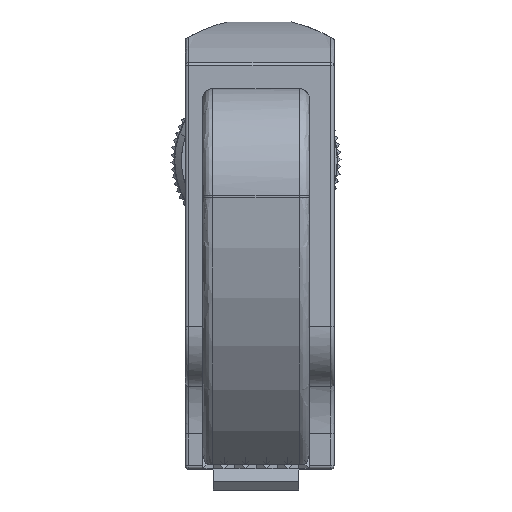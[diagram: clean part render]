
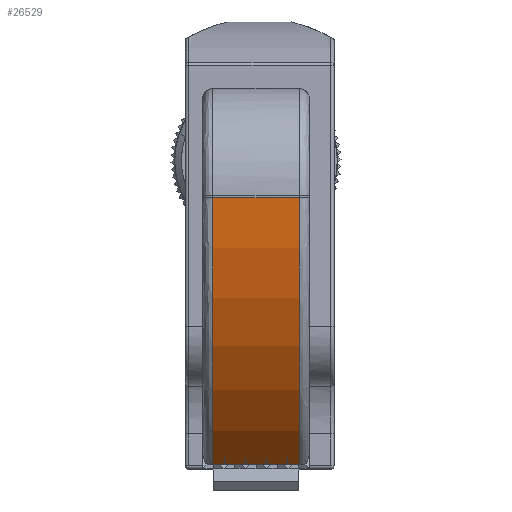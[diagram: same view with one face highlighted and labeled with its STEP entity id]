
A CAD part, top view. The second image highlights one B-rep face of the part: STEP entity #26529.
In plain terms, the highlighted free-form (B-spline) face has degree [2, 1] with [3, 2] control points.
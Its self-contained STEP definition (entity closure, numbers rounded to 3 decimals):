
#26529 = ADVANCED_FACE('',(#26530),#26590,.T.);
#26530 = FACE_BOUND('',#26531,.T.);
#26531 = EDGE_LOOP('',(#26532,#26542,#26549,#26556,#26563,#26570,#26577,
    #26585));
#26532 = ORIENTED_EDGE('',*,*,#26533,.F.);
#26533 = EDGE_CURVE('',#26534,#26536,#26538,.T.);
#26534 = VERTEX_POINT('',#26535);
#26535 = CARTESIAN_POINT('',(4.998,14.299,
    46.413));
#26536 = VERTEX_POINT('',#26537);
#26537 = CARTESIAN_POINT('',(4.998,45.141,
    61.572));
#26538 = ( BOUNDED_CURVE() B_SPLINE_CURVE(2,(#26539,#26540,#26541),
.UNSPECIFIED.,.F.,.F.) B_SPLINE_CURVE_WITH_KNOTS((3,3),(0.,0.866
),.PIECEWISE_BEZIER_KNOTS.) CURVE() GEOMETRIC_REPRESENTATION_ITEM() 
RATIONAL_B_SPLINE_CURVE((1.,0.908,1.)) REPRESENTATION_ITEM('') 
  );
#26539 = CARTESIAN_POINT('',(4.998,14.299,
    46.413));
#26540 = CARTESIAN_POINT('',(4.998,26.218,
    61.117));
#26541 = CARTESIAN_POINT('',(4.998,45.141,
    61.572));
#26542 = ORIENTED_EDGE('',*,*,#26543,.F.);
#26543 = EDGE_CURVE('',#26544,#26534,#26546,.T.);
#26544 = VERTEX_POINT('',#26545);
#26545 = CARTESIAN_POINT('',(3.687,14.299,
    46.413));
#26546 = B_SPLINE_CURVE_WITH_KNOTS('',1,(#26547,#26548),.UNSPECIFIED.,
  .F.,.F.,(2,2),(0.,1.6),.PIECEWISE_BEZIER_KNOTS.);
#26547 = CARTESIAN_POINT('',(3.687,14.299,
    46.413));
#26548 = CARTESIAN_POINT('',(4.998,14.299,
    46.413));
#26549 = ORIENTED_EDGE('',*,*,#26550,.F.);
#26550 = EDGE_CURVE('',#26551,#26544,#26553,.T.);
#26551 = VERTEX_POINT('',#26552);
#26552 = CARTESIAN_POINT('',(1.229,14.299,
    46.413));
#26553 = B_SPLINE_CURVE_WITH_KNOTS('',1,(#26554,#26555),.UNSPECIFIED.,
  .F.,.F.,(2,2),(0.,3.),.PIECEWISE_BEZIER_KNOTS.);
#26554 = CARTESIAN_POINT('',(1.229,14.299,
    46.413));
#26555 = CARTESIAN_POINT('',(3.687,14.299,
    46.413));
#26556 = ORIENTED_EDGE('',*,*,#26557,.F.);
#26557 = EDGE_CURVE('',#26558,#26551,#26560,.T.);
#26558 = VERTEX_POINT('',#26559);
#26559 = CARTESIAN_POINT('',(-1.229,14.299,
    46.413));
#26560 = B_SPLINE_CURVE_WITH_KNOTS('',1,(#26561,#26562),.UNSPECIFIED.,
  .F.,.F.,(2,2),(0.,3.),.PIECEWISE_BEZIER_KNOTS.);
#26561 = CARTESIAN_POINT('',(-1.229,14.299,
    46.413));
#26562 = CARTESIAN_POINT('',(1.229,14.299,
    46.413));
#26563 = ORIENTED_EDGE('',*,*,#26564,.F.);
#26564 = EDGE_CURVE('',#26565,#26558,#26567,.T.);
#26565 = VERTEX_POINT('',#26566);
#26566 = CARTESIAN_POINT('',(-3.687,14.299,
    46.413));
#26567 = B_SPLINE_CURVE_WITH_KNOTS('',1,(#26568,#26569),.UNSPECIFIED.,
  .F.,.F.,(2,2),(0.,3.),.PIECEWISE_BEZIER_KNOTS.);
#26568 = CARTESIAN_POINT('',(-3.687,14.299,
    46.413));
#26569 = CARTESIAN_POINT('',(-1.229,14.299,
    46.413));
#26570 = ORIENTED_EDGE('',*,*,#26571,.F.);
#26571 = EDGE_CURVE('',#26572,#26565,#26574,.T.);
#26572 = VERTEX_POINT('',#26573);
#26573 = CARTESIAN_POINT('',(-4.998,14.299,
    46.413));
#26574 = B_SPLINE_CURVE_WITH_KNOTS('',1,(#26575,#26576),.UNSPECIFIED.,
  .F.,.F.,(2,2),(0.,1.6),.PIECEWISE_BEZIER_KNOTS.);
#26575 = CARTESIAN_POINT('',(-4.998,14.299,
    46.413));
#26576 = CARTESIAN_POINT('',(-3.687,14.299,
    46.413));
#26577 = ORIENTED_EDGE('',*,*,#26578,.F.);
#26578 = EDGE_CURVE('',#26579,#26572,#26581,.T.);
#26579 = VERTEX_POINT('',#26580);
#26580 = CARTESIAN_POINT('',(-4.998,45.141,
    61.572));
#26581 = ( BOUNDED_CURVE() B_SPLINE_CURVE(2,(#26582,#26583,#26584),
.UNSPECIFIED.,.F.,.F.) B_SPLINE_CURVE_WITH_KNOTS((3,3),(0.,0.866
),.PIECEWISE_BEZIER_KNOTS.) CURVE() GEOMETRIC_REPRESENTATION_ITEM() 
RATIONAL_B_SPLINE_CURVE((1.,0.908,1.)) REPRESENTATION_ITEM('') 
  );
#26582 = CARTESIAN_POINT('',(-4.998,45.141,
    61.572));
#26583 = CARTESIAN_POINT('',(-4.998,26.218,
    61.117));
#26584 = CARTESIAN_POINT('',(-4.998,14.299,
    46.413));
#26585 = ORIENTED_EDGE('',*,*,#26586,.F.);
#26586 = EDGE_CURVE('',#26536,#26579,#26587,.T.);
#26587 = B_SPLINE_CURVE_WITH_KNOTS('',1,(#26588,#26589),.UNSPECIFIED.,
  .F.,.F.,(2,2),(0.,12.2),.PIECEWISE_BEZIER_KNOTS.);
#26588 = CARTESIAN_POINT('',(4.998,45.141,
    61.572));
#26589 = CARTESIAN_POINT('',(-4.998,45.141,
    61.572));
#26590 = ( BOUNDED_SURFACE() B_SPLINE_SURFACE(2,1,(
    (#26591,#26592)
    ,(#26593,#26594)
    ,(#26595,#26596
)),.UNSPECIFIED.,.F.,.F.,.F.) B_SPLINE_SURFACE_WITH_KNOTS((3,3),(2,2),(
    0.024,0.89),(0.,12.2),
.PIECEWISE_BEZIER_KNOTS.) GEOMETRIC_REPRESENTATION_ITEM() 
RATIONAL_B_SPLINE_SURFACE((
    (1.,1.)
    ,(0.908,0.908)
,(1.,1.))) REPRESENTATION_ITEM('') SURFACE() );
#26591 = CARTESIAN_POINT('',(4.998,45.141,
    61.572));
#26592 = CARTESIAN_POINT('',(-4.998,45.141,
    61.572));
#26593 = CARTESIAN_POINT('',(4.998,26.218,
    61.117));
#26594 = CARTESIAN_POINT('',(-4.998,26.218,
    61.117));
#26595 = CARTESIAN_POINT('',(4.998,14.299,
    46.413));
#26596 = CARTESIAN_POINT('',(-4.998,14.299,
    46.413));
